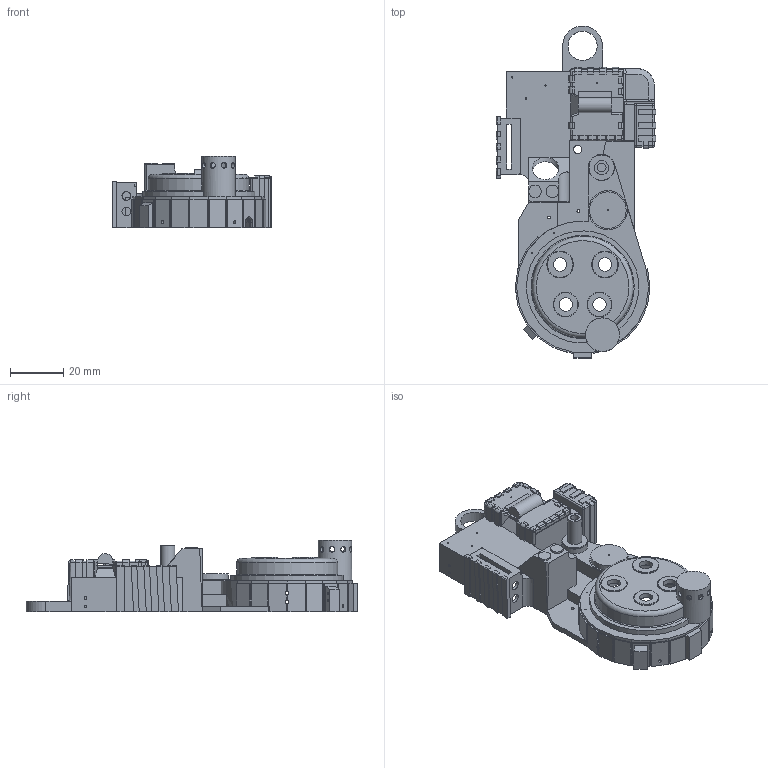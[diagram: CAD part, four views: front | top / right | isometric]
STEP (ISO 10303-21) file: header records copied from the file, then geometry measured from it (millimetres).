
FILE_DESCRIPTION(/* description */ (''),/* implementation_level */ '2;1');
FILE_NAME(/* name */ 'shell_keychain.step',/* time_stamp */ '2020-11-24T17:27:14+01:00',/* author */ (''),/* organization */ (''),/* preprocessor_version */ 'ST-DEVELOPER v18.1',/* originating_system */ 'Autodesk Translation Framework v9.3.0.1241',/* authorisation */ '');
FILE_SCHEMA (('AUTOMOTIVE_DESIGN { 1 0 10303 214 3 1 1 }'));
Length unit declared in the file: millimetre
Products named in the file (1): shell_keychain
Bounding box: 60.05 x 125.13 x 26.98 mm (x, y, z)
Volume: 23356.5 mm3; surface area: 26598.7 mm2
Topology: 1 solids, 2 shells, 698 faces, 1981 edges, 1302 vertices
Faces by surface type: plane 456, cylinder 142, bspline 87, torus 7, sphere 6
Full cylindrical faces by diameter (mm): 0.433 x1, 0.467 x2, 0.5 x13, 0.7 x2, 1.033 x2, 1.067 x4, 1.333 x5, 2.083 x9, 3.167 x1, 3.333 x3, 4.767 x2, 5.033 x4, 5.3 x1, 8.667 x4, 9.384 x2, 9.534 x1, 9.784 x1, 10.05 x3, 10.7 x1, 11 x1, 12.7 x1, 13.767 x1, 14.717 x1
Entity records: 28613 total; most frequent: CARTESIAN_POINT 10679, ORIENTED_EDGE 3952, DIRECTION 3318, EDGE_CURVE 1976, LINE 1392, VECTOR 1392, VERTEX_POINT 1300, AXIS2_PLACEMENT_3D 963
